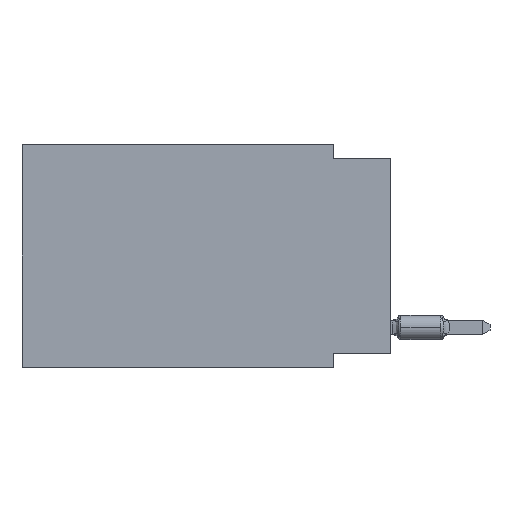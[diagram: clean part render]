
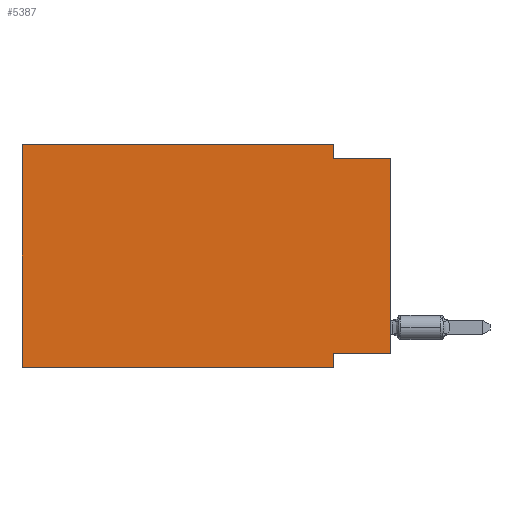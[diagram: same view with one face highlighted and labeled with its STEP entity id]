
A CAD part, left-side view. The second image highlights one B-rep face of the part: STEP entity #5387.
In plain terms, the highlighted planar face has unit normal (-1, 0, 0).
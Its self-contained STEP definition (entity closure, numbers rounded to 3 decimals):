
#89 = DIRECTION ( 'NONE',  ( 0., 0., -1. ) ) ;
#170 = DIRECTION ( 'NONE',  ( 0., 1., 0. ) ) ;
#528 = DIRECTION ( 'NONE',  ( 0., 0., 1. ) ) ;
#775 = VECTOR ( 'NONE', #9589, 1000. ) ;
#1415 = CARTESIAN_POINT ( 'NONE',  ( 0., 0., -9.271 ) ) ;
#1949 = VERTEX_POINT ( 'NONE', #6992 ) ;
#2033 = VECTOR ( 'NONE', #10706, 1000. ) ;
#2097 = ORIENTED_EDGE ( 'NONE', *, *, #7414, .F. ) ;
#2256 = VECTOR ( 'NONE', #11625, 1000. ) ;
#2702 = VERTEX_POINT ( 'NONE', #4026 ) ;
#2726 = EDGE_CURVE ( 'NONE', #15475, #9675, #2748, .T. ) ;
#2748 = LINE ( 'NONE', #14550, #12358 ) ;
#3087 = LINE ( 'NONE', #13693, #775 ) ;
#3130 = VECTOR ( 'NONE', #15227, 1000. ) ;
#3638 = VECTOR ( 'NONE', #170, 1000. ) ;
#3665 = EDGE_CURVE ( 'NONE', #13362, #10373, #4853, .T. ) ;
#3885 = EDGE_LOOP ( 'NONE', ( #10042, #4431, #2097, #16743, #16063, #16454, #9879, #4111 ) ) ;
#3940 = CARTESIAN_POINT ( 'NONE',  ( 0., 2.54, -9.271 ) ) ;
#3960 = VECTOR ( 'NONE', #528, 1000. ) ;
#4026 = CARTESIAN_POINT ( 'NONE',  ( 0., 16.383, 0. ) ) ;
#4111 = ORIENTED_EDGE ( 'NONE', *, *, #4557, .F. ) ;
#4262 = CARTESIAN_POINT ( 'NONE',  ( 0., 2.54, -0.635 ) ) ;
#4374 = CARTESIAN_POINT ( 'NONE',  ( 0., 16.383, 0. ) ) ;
#4431 = ORIENTED_EDGE ( 'NONE', *, *, #13376, .F. ) ;
#4557 = EDGE_CURVE ( 'NONE', #13362, #15475, #6672, .T. ) ;
#4853 = LINE ( 'NONE', #6303, #2256 ) ;
#5022 = AXIS2_PLACEMENT_3D ( 'NONE', #11192, #11023, #9905 ) ;
#5039 = VERTEX_POINT ( 'NONE', #8262 ) ;
#5387 = ADVANCED_FACE ( 'NONE', ( #7007 ), #8627, .F. ) ;
#6093 = EDGE_CURVE ( 'NONE', #2702, #5039, #7887, .T. ) ;
#6303 = CARTESIAN_POINT ( 'NONE',  ( 0., 0., 0. ) ) ;
#6672 = LINE ( 'NONE', #11904, #3638 ) ;
#6992 = CARTESIAN_POINT ( 'NONE',  ( 0., 16.383, -9.906 ) ) ;
#7007 = FACE_OUTER_BOUND ( 'NONE', #3885, .T. ) ;
#7414 = EDGE_CURVE ( 'NONE', #5039, #14861, #8395, .T. ) ;
#7887 = LINE ( 'NONE', #12003, #2033 ) ;
#8162 = CARTESIAN_POINT ( 'NONE',  ( 0., 2.54, -9.906 ) ) ;
#8169 = CARTESIAN_POINT ( 'NONE',  ( 0., 0., -0.635 ) ) ;
#8262 = CARTESIAN_POINT ( 'NONE',  ( 0., 2.54, 0. ) ) ;
#8395 = LINE ( 'NONE', #10959, #3130 ) ;
#8627 = PLANE ( 'NONE',  #5022 ) ;
#9589 = DIRECTION ( 'NONE',  ( 0., -1., 0. ) ) ;
#9675 = VERTEX_POINT ( 'NONE', #8162 ) ;
#9879 = ORIENTED_EDGE ( 'NONE', *, *, #2726, .F. ) ;
#9905 = DIRECTION ( 'NONE',  ( 0., 0., -1. ) ) ;
#10042 = ORIENTED_EDGE ( 'NONE', *, *, #3665, .T. ) ;
#10373 = VERTEX_POINT ( 'NONE', #10519 ) ;
#10519 = CARTESIAN_POINT ( 'NONE',  ( 0., 0., -0.635 ) ) ;
#10706 = DIRECTION ( 'NONE',  ( 0., -1., 0. ) ) ;
#10959 = CARTESIAN_POINT ( 'NONE',  ( 0., 2.54, 0. ) ) ;
#11023 = DIRECTION ( 'NONE',  ( 1., 0., 0. ) ) ;
#11192 = CARTESIAN_POINT ( 'NONE',  ( 0., 16.383, 0. ) ) ;
#11353 = EDGE_CURVE ( 'NONE', #1949, #2702, #16091, .T. ) ;
#11625 = DIRECTION ( 'NONE',  ( 0., 0., 1. ) ) ;
#11691 = VECTOR ( 'NONE', #15698, 1000. ) ;
#11904 = CARTESIAN_POINT ( 'NONE',  ( 0., 0., -9.271 ) ) ;
#12003 = CARTESIAN_POINT ( 'NONE',  ( 0., 16.383, 0. ) ) ;
#12358 = VECTOR ( 'NONE', #89, 1000. ) ;
#13362 = VERTEX_POINT ( 'NONE', #1415 ) ;
#13376 = EDGE_CURVE ( 'NONE', #14861, #10373, #14427, .T. ) ;
#13693 = CARTESIAN_POINT ( 'NONE',  ( 0., 16.383, -9.906 ) ) ;
#14427 = LINE ( 'NONE', #8169, #11691 ) ;
#14550 = CARTESIAN_POINT ( 'NONE',  ( 0., 2.54, -9.906 ) ) ;
#14861 = VERTEX_POINT ( 'NONE', #4262 ) ;
#15227 = DIRECTION ( 'NONE',  ( 0., 0., -1. ) ) ;
#15475 = VERTEX_POINT ( 'NONE', #3940 ) ;
#15611 = EDGE_CURVE ( 'NONE', #1949, #9675, #3087, .T. ) ;
#15698 = DIRECTION ( 'NONE',  ( 0., -1., 0. ) ) ;
#16063 = ORIENTED_EDGE ( 'NONE', *, *, #11353, .F. ) ;
#16091 = LINE ( 'NONE', #4374, #3960 ) ;
#16454 = ORIENTED_EDGE ( 'NONE', *, *, #15611, .T. ) ;
#16743 = ORIENTED_EDGE ( 'NONE', *, *, #6093, .F. ) ;
